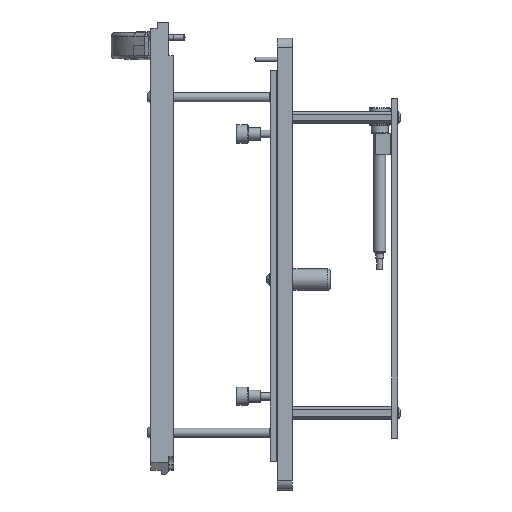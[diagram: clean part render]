
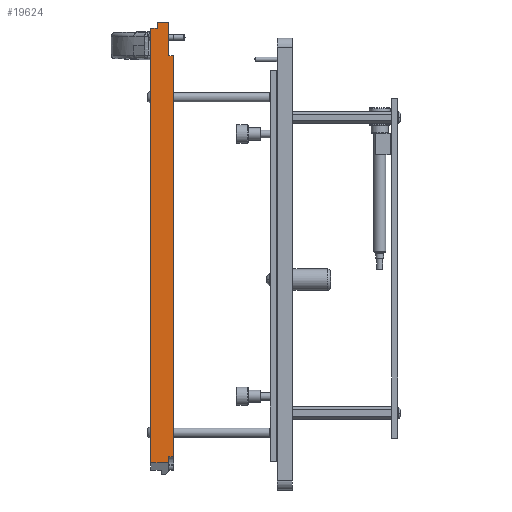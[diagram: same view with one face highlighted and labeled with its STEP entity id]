
A CAD part, left-side view. The second image highlights one B-rep face of the part: STEP entity #19624.
In plain terms, the highlighted face is planar.
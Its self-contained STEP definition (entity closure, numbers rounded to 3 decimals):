
#166 = EDGE_CURVE ( 'NONE', #20213, #3593, #7874, .T. ) ;
#439 = DIRECTION ( 'NONE',  ( 0., 0., 1. ) ) ;
#474 = DIRECTION ( 'NONE',  ( 0., 0., 1. ) ) ;
#832 = VERTEX_POINT ( 'NONE', #8807 ) ;
#899 = EDGE_CURVE ( 'NONE', #832, #33789, #11201, .T. ) ;
#1935 = EDGE_CURVE ( 'NONE', #16527, #40233, #6551, .T. ) ;
#2902 = VECTOR ( 'NONE', #33092, 1000. ) ;
#3593 = VERTEX_POINT ( 'NONE', #33612 ) ;
#4699 = EDGE_CURVE ( 'NONE', #16527, #17087, #37972, .T. ) ;
#5201 = LINE ( 'NONE', #36677, #18119 ) ;
#5264 = EDGE_CURVE ( 'NONE', #17087, #3593, #35801, .T. ) ;
#5520 = LINE ( 'NONE', #33855, #5551 ) ;
#5551 = VECTOR ( 'NONE', #34265, 1000. ) ;
#5728 = EDGE_CURVE ( 'NONE', #36683, #33789, #38747, .T. ) ;
#5860 = EDGE_CURVE ( 'NONE', #25362, #21775, #5520, .T. ) ;
#6551 = LINE ( 'NONE', #9498, #35935 ) ;
#6721 = PLANE ( 'NONE',  #9643 ) ;
#7790 = DIRECTION ( 'NONE',  ( 0., 0., -1. ) ) ;
#7874 = LINE ( 'NONE', #27646, #25133 ) ;
#8571 = EDGE_CURVE ( 'NONE', #25362, #38094, #5201, .T. ) ;
#8807 = CARTESIAN_POINT ( 'NONE',  ( 105., -7.5, 66.55 ) ) ;
#9074 = CARTESIAN_POINT ( 'NONE',  ( 105., 7.5, -144.55 ) ) ;
#9498 = CARTESIAN_POINT ( 'NONE',  ( 105., 7.5, 148.55 ) ) ;
#9643 = AXIS2_PLACEMENT_3D ( 'NONE', #38405, #25285, #439 ) ;
#9744 = ORIENTED_EDGE ( 'NONE', *, *, #5264, .F. ) ;
#11201 = LINE ( 'NONE', #16381, #32437 ) ;
#11223 = DIRECTION ( 'NONE',  ( 0., -1., 0. ) ) ;
#11664 = VERTEX_POINT ( 'NONE', #25236 ) ;
#11684 = VECTOR ( 'NONE', #30851, 1000. ) ;
#11995 = ORIENTED_EDGE ( 'NONE', *, *, #8571, .T. ) ;
#13909 = DIRECTION ( 'NONE',  ( 0., 0., -1. ) ) ;
#14289 = LINE ( 'NONE', #30732, #21180 ) ;
#16059 = DIRECTION ( 'NONE',  ( 0., -1., 0. ) ) ;
#16329 = CARTESIAN_POINT ( 'NONE',  ( 105., -7.4, 66.55 ) ) ;
#16381 = CARTESIAN_POINT ( 'NONE',  ( 105., -7.5, 148.55 ) ) ;
#16527 = VERTEX_POINT ( 'NONE', #9074 ) ;
#17087 = VERTEX_POINT ( 'NONE', #40335 ) ;
#18119 = VECTOR ( 'NONE', #11223, 1000. ) ;
#18457 = DIRECTION ( 'NONE',  ( 0., 0., 1. ) ) ;
#18683 = CARTESIAN_POINT ( 'NONE',  ( 105., -4.3, -148.55 ) ) ;
#19484 = VECTOR ( 'NONE', #16059, 1000. ) ;
#19624 = ADVANCED_FACE ( 'NONE', ( #19642 ), #6721, .F. ) ;
#19642 = FACE_OUTER_BOUND ( 'NONE', #27126, .T. ) ;
#20213 = VERTEX_POINT ( 'NONE', #18683 ) ;
#20295 = CARTESIAN_POINT ( 'NONE',  ( 105., 7.5, 140.55 ) ) ;
#20373 = CARTESIAN_POINT ( 'NONE',  ( 105., -7.5, -126.55 ) ) ;
#20655 = VECTOR ( 'NONE', #474, 1000. ) ;
#20835 = ORIENTED_EDGE ( 'NONE', *, *, #899, .T. ) ;
#21180 = VECTOR ( 'NONE', #39742, 1000. ) ;
#21342 = CARTESIAN_POINT ( 'NONE',  ( 105., -7.4, 136.55 ) ) ;
#21410 = DIRECTION ( 'NONE',  ( 0., 1., 0. ) ) ;
#21775 = VERTEX_POINT ( 'NONE', #26034 ) ;
#23195 = LINE ( 'NONE', #20295, #26620 ) ;
#23720 = CARTESIAN_POINT ( 'NONE',  ( 105., -4.3, 136.55 ) ) ;
#23833 = EDGE_CURVE ( 'NONE', #11664, #38094, #31973, .T. ) ;
#24718 = CARTESIAN_POINT ( 'NONE',  ( 105., -7.5, -126.55 ) ) ;
#24935 = EDGE_CURVE ( 'NONE', #40233, #21775, #23195, .T. ) ;
#25133 = VECTOR ( 'NONE', #21410, 1000. ) ;
#25236 = CARTESIAN_POINT ( 'NONE',  ( 105., -7.4, 66.55 ) ) ;
#25285 = DIRECTION ( 'NONE',  ( -1., 0., 0. ) ) ;
#25362 = VERTEX_POINT ( 'NONE', #23720 ) ;
#26034 = CARTESIAN_POINT ( 'NONE',  ( 105., -4.3, 140.55 ) ) ;
#26620 = VECTOR ( 'NONE', #29425, 1000. ) ;
#27126 = EDGE_LOOP ( 'NONE', ( #39217, #38224, #20835, #38397, #37417, #28111, #9744, #31969, #31263, #28017, #28308, #11995 ) ) ;
#27646 = CARTESIAN_POINT ( 'NONE',  ( 105., -7.5, -148.55 ) ) ;
#28017 = ORIENTED_EDGE ( 'NONE', *, *, #24935, .T. ) ;
#28111 = ORIENTED_EDGE ( 'NONE', *, *, #166, .T. ) ;
#28308 = ORIENTED_EDGE ( 'NONE', *, *, #5860, .F. ) ;
#28425 = CARTESIAN_POINT ( 'NONE',  ( 105., -4.3, -126.55 ) ) ;
#28537 = CARTESIAN_POINT ( 'NONE',  ( 105., -7.4, 66.55 ) ) ;
#29425 = DIRECTION ( 'NONE',  ( 0., -1., 0. ) ) ;
#30008 = LINE ( 'NONE', #28537, #11684 ) ;
#30581 = EDGE_CURVE ( 'NONE', #11664, #832, #30008, .T. ) ;
#30732 = CARTESIAN_POINT ( 'NONE',  ( 105., -4.3, -148.55 ) ) ;
#30851 = DIRECTION ( 'NONE',  ( 0., -1., 0. ) ) ;
#31263 = ORIENTED_EDGE ( 'NONE', *, *, #1935, .T. ) ;
#31969 = ORIENTED_EDGE ( 'NONE', *, *, #4699, .F. ) ;
#31973 = LINE ( 'NONE', #16329, #20655 ) ;
#32437 = VECTOR ( 'NONE', #7790, 1000. ) ;
#33092 = DIRECTION ( 'NONE',  ( 0., -1., 0. ) ) ;
#33301 = EDGE_CURVE ( 'NONE', #20213, #36683, #14289, .T. ) ;
#33612 = CARTESIAN_POINT ( 'NONE',  ( 105., 3.2, -148.55 ) ) ;
#33789 = VERTEX_POINT ( 'NONE', #24718 ) ;
#33855 = CARTESIAN_POINT ( 'NONE',  ( 105., -4.3, 148.55 ) ) ;
#34265 = DIRECTION ( 'NONE',  ( 0., 0., 1. ) ) ;
#35801 = LINE ( 'NONE', #36232, #37518 ) ;
#35935 = VECTOR ( 'NONE', #18457, 1000. ) ;
#36232 = CARTESIAN_POINT ( 'NONE',  ( 105., 3.2, -148.55 ) ) ;
#36677 = CARTESIAN_POINT ( 'NONE',  ( 105., -4.3, 136.55 ) ) ;
#36683 = VERTEX_POINT ( 'NONE', #28425 ) ;
#37417 = ORIENTED_EDGE ( 'NONE', *, *, #33301, .F. ) ;
#37518 = VECTOR ( 'NONE', #13909, 1000. ) ;
#37577 = CARTESIAN_POINT ( 'NONE',  ( 105., 7.5, -144.55 ) ) ;
#37972 = LINE ( 'NONE', #37577, #19484 ) ;
#38094 = VERTEX_POINT ( 'NONE', #21342 ) ;
#38224 = ORIENTED_EDGE ( 'NONE', *, *, #30581, .T. ) ;
#38397 = ORIENTED_EDGE ( 'NONE', *, *, #5728, .F. ) ;
#38405 = CARTESIAN_POINT ( 'NONE',  ( 105., 7.5, 148.55 ) ) ;
#38747 = LINE ( 'NONE', #20373, #2902 ) ;
#39217 = ORIENTED_EDGE ( 'NONE', *, *, #23833, .F. ) ;
#39742 = DIRECTION ( 'NONE',  ( 0., 0., 1. ) ) ;
#40233 = VERTEX_POINT ( 'NONE', #40866 ) ;
#40335 = CARTESIAN_POINT ( 'NONE',  ( 105., 3.2, -144.55 ) ) ;
#40866 = CARTESIAN_POINT ( 'NONE',  ( 105., 7.5, 140.55 ) ) ;
